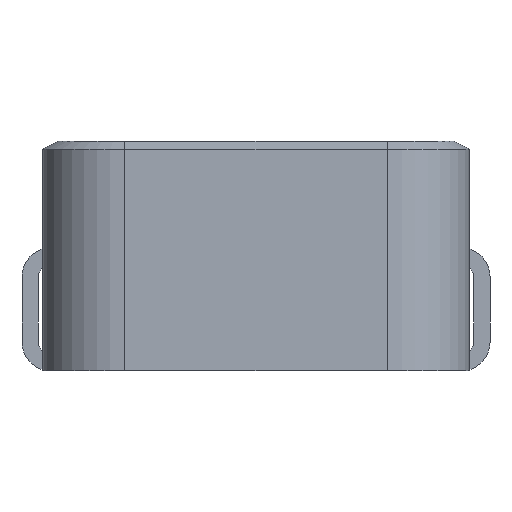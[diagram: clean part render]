
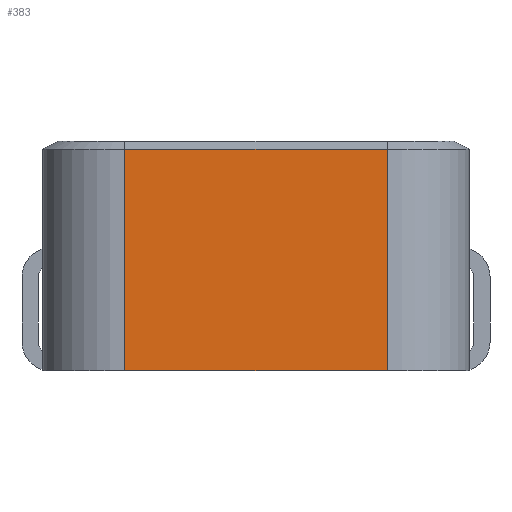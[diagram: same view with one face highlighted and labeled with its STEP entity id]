
A CAD part, front view. The second image highlights one B-rep face of the part: STEP entity #383.
In plain terms, the highlighted planar face has unit normal (0, -1, 0).
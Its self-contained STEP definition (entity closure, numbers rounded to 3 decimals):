
#383 = ADVANCED_FACE( '', ( #779 ), #780, .F. );
#779 = FACE_OUTER_BOUND( '', #1207, .T. );
#780 = PLANE( '', #1208 );
#1207 = EDGE_LOOP( '', ( #2192, #2193, #2194, #2195 ) );
#1208 = AXIS2_PLACEMENT_3D( '', #2196, #2197, #2198 );
#2192 = ORIENTED_EDGE( '', *, *, #2958, .T. );
#2193 = ORIENTED_EDGE( '', *, *, #3026, .T. );
#2194 = ORIENTED_EDGE( '', *, *, #2777, .T. );
#2195 = ORIENTED_EDGE( '', *, *, #2728, .T. );
#2196 = CARTESIAN_POINT( '', ( -2.6, -2.6, 2.8 ) );
#2197 = DIRECTION( '', ( 0., 1., 0. ) );
#2198 = DIRECTION( '', ( -1., 0., 0. ) );
#2728 = EDGE_CURVE( '', #3246, #3244, #3247, .T. );
#2777 = EDGE_CURVE( '', #3331, #3246, #3332, .T. );
#2958 = EDGE_CURVE( '', #3244, #3376, #3617, .F. );
#3026 = EDGE_CURVE( '', #3376, #3331, #3710, .T. );
#3244 = VERTEX_POINT( '', #4002 );
#3246 = VERTEX_POINT( '', #4004 );
#3247 = LINE( '', #4005, #4006 );
#3331 = VERTEX_POINT( '', #4122 );
#3332 = LINE( '', #4123, #4124 );
#3376 = VERTEX_POINT( '', #4210 );
#3617 = LINE( '', #4685, #4686 );
#3710 = LINE( '', #4844, #4845 );
#4002 = CARTESIAN_POINT( '', ( 1.6, -2.6, 0. ) );
#4004 = CARTESIAN_POINT( '', ( -1.6, -2.6, 0. ) );
#4005 = CARTESIAN_POINT( '', ( -2.6, -2.6, 0. ) );
#4006 = VECTOR( '', #5240, 1000. );
#4122 = CARTESIAN_POINT( '', ( -1.6, -2.6, 2.7 ) );
#4123 = CARTESIAN_POINT( '', ( -1.6, -2.6, 2.8 ) );
#4124 = VECTOR( '', #5299, 1000. );
#4210 = CARTESIAN_POINT( '', ( 1.6, -2.6, 2.7 ) );
#4685 = CARTESIAN_POINT( '', ( 1.6, -2.6, 2.8 ) );
#4686 = VECTOR( '', #5390, 1000. );
#4844 = CARTESIAN_POINT( '', ( -1.6, -2.6, 2.7 ) );
#4845 = VECTOR( '', #5420, 1000. );
#5240 = DIRECTION( '', ( 1., 0., 0. ) );
#5299 = DIRECTION( '', ( 0., 0., -1. ) );
#5390 = DIRECTION( '', ( 0., 0., -1. ) );
#5420 = DIRECTION( '', ( -1., 0., 0. ) );
